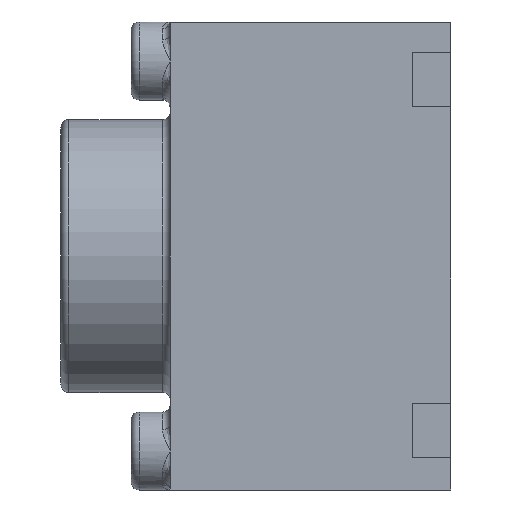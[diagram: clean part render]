
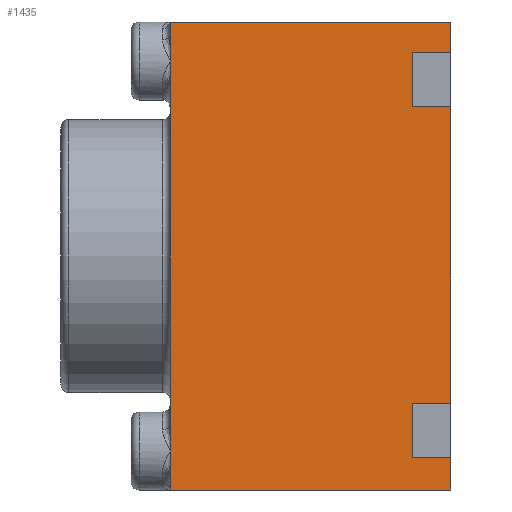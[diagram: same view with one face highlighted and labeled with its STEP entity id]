
A CAD part, left-side view. The second image highlights one B-rep face of the part: STEP entity #1435.
In plain terms, the highlighted planar face has unit normal (-1, 0, 0).
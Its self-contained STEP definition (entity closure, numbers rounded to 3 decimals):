
#7 = CARTESIAN_POINT ( 'NONE',  ( -3., 3.6, -2.832 ) ) ;
#21 = VECTOR ( 'NONE', #180, 1000. ) ;
#24 = CARTESIAN_POINT ( 'NONE',  ( -3., 0.5, -1.887 ) ) ;
#31 = EDGE_CURVE ( 'NONE', #2168, #2024, #2798, .T. ) ;
#47 = EDGE_CURVE ( 'NONE', #1550, #1114, #2161, .T. ) ;
#67 = EDGE_CURVE ( 'NONE', #396, #1104, #1187, .T. ) ;
#111 = LINE ( 'NONE', #1758, #2191 ) ;
#180 = DIRECTION ( 'NONE',  ( 0., 0., -1. ) ) ;
#269 = CARTESIAN_POINT ( 'NONE',  ( -3., 0.5, -2.587 ) ) ;
#282 = VERTEX_POINT ( 'NONE', #784 ) ;
#348 = CARTESIAN_POINT ( 'NONE',  ( -3., 0.5, 2.613 ) ) ;
#373 = VECTOR ( 'NONE', #2626, 1000. ) ;
#396 = VERTEX_POINT ( 'NONE', #1627 ) ;
#426 = ORIENTED_EDGE ( 'NONE', *, *, #642, .F. ) ;
#444 = VECTOR ( 'NONE', #1447, 1000. ) ;
#449 = EDGE_CURVE ( 'NONE', #1721, #2168, #2556, .T. ) ;
#454 = VERTEX_POINT ( 'NONE', #850 ) ;
#492 = ORIENTED_EDGE ( 'NONE', *, *, #449, .F. ) ;
#495 = CARTESIAN_POINT ( 'NONE',  ( -3., 0.5, -1.887 ) ) ;
#501 = EDGE_CURVE ( 'NONE', #1150, #1550, #2570, .T. ) ;
#505 = LINE ( 'NONE', #269, #2064 ) ;
#551 = LINE ( 'NONE', #24, #1463 ) ;
#553 = CARTESIAN_POINT ( 'NONE',  ( -3., 3.6, 2.5 ) ) ;
#571 = ORIENTED_EDGE ( 'NONE', *, *, #738, .T. ) ;
#572 = DIRECTION ( 'NONE',  ( 0., 0., 1. ) ) ;
#624 = VECTOR ( 'NONE', #2375, 1000. ) ;
#634 = AXIS2_PLACEMENT_3D ( 'NONE', #3134, #2153, #2636 ) ;
#642 = EDGE_CURVE ( 'NONE', #761, #1226, #505, .T. ) ;
#655 = EDGE_CURVE ( 'NONE', #1965, #761, #551, .T. ) ;
#658 = ORIENTED_EDGE ( 'NONE', *, *, #67, .T. ) ;
#660 = CARTESIAN_POINT ( 'NONE',  ( -3., 3.6, 3. ) ) ;
#663 = ORIENTED_EDGE ( 'NONE', *, *, #1225, .T. ) ;
#710 = CARTESIAN_POINT ( 'NONE',  ( -3., 0., -3. ) ) ;
#738 = EDGE_CURVE ( 'NONE', #2892, #396, #1580, .T. ) ;
#761 = VERTEX_POINT ( 'NONE', #907 ) ;
#784 = CARTESIAN_POINT ( 'NONE',  ( -3., 0., -3. ) ) ;
#808 = CARTESIAN_POINT ( 'NONE',  ( -3., 0., -3. ) ) ;
#810 = CARTESIAN_POINT ( 'NONE',  ( -3., 3.6, -2.168 ) ) ;
#822 = DIRECTION ( 'NONE',  ( 0., 0., 1. ) ) ;
#826 = ORIENTED_EDGE ( 'NONE', *, *, #1669, .F. ) ;
#850 = CARTESIAN_POINT ( 'NONE',  ( -3., 0., 1.913 ) ) ;
#867 = DIRECTION ( 'NONE',  ( 0., -1., 0. ) ) ;
#907 = CARTESIAN_POINT ( 'NONE',  ( -3., 0.5, -2.587 ) ) ;
#935 = DIRECTION ( 'NONE',  ( 0., 0., 1. ) ) ;
#959 = ORIENTED_EDGE ( 'NONE', *, *, #2500, .F. ) ;
#974 = DIRECTION ( 'NONE',  ( 0., -1., 0. ) ) ;
#978 = ORIENTED_EDGE ( 'NONE', *, *, #2847, .F. ) ;
#1031 = DIRECTION ( 'NONE',  ( 0., 0., -1. ) ) ;
#1099 = VECTOR ( 'NONE', #2966, 1000. ) ;
#1104 = VERTEX_POINT ( 'NONE', #1280 ) ;
#1105 = CARTESIAN_POINT ( 'NONE',  ( -3., 0.5, 2.613 ) ) ;
#1113 = CARTESIAN_POINT ( 'NONE',  ( -3., 3.6, -3. ) ) ;
#1114 = VERTEX_POINT ( 'NONE', #2219 ) ;
#1124 = EDGE_CURVE ( 'NONE', #1150, #282, #1523, .T. ) ;
#1131 = CARTESIAN_POINT ( 'NONE',  ( -3., 3.6, -3. ) ) ;
#1144 = VECTOR ( 'NONE', #2654, 1000. ) ;
#1150 = VERTEX_POINT ( 'NONE', #2980 ) ;
#1187 = LINE ( 'NONE', #710, #624 ) ;
#1213 = LINE ( 'NONE', #1439, #2078 ) ;
#1225 = EDGE_CURVE ( 'NONE', #1965, #1716, #2436, .T. ) ;
#1226 = VERTEX_POINT ( 'NONE', #1954 ) ;
#1280 = CARTESIAN_POINT ( 'NONE',  ( -3., 0., 3. ) ) ;
#1301 = EDGE_CURVE ( 'NONE', #282, #1226, #1615, .T. ) ;
#1315 = CARTESIAN_POINT ( 'NONE',  ( -3., 0., -3. ) ) ;
#1324 = EDGE_CURVE ( 'NONE', #1911, #1624, #1817, .T. ) ;
#1375 = FACE_OUTER_BOUND ( 'NONE', #2117, .T. ) ;
#1408 = DIRECTION ( 'NONE',  ( 0., -1., 0. ) ) ;
#1414 = VECTOR ( 'NONE', #2794, 1000. ) ;
#1435 = ADVANCED_FACE ( 'NONE', ( #1375 ), #2879, .F. ) ;
#1439 = CARTESIAN_POINT ( 'NONE',  ( -3., 3.6, -3. ) ) ;
#1447 = DIRECTION ( 'NONE',  ( 0., 0., 1. ) ) ;
#1463 = VECTOR ( 'NONE', #1031, 1000. ) ;
#1470 = VECTOR ( 'NONE', #867, 1000. ) ;
#1523 = LINE ( 'NONE', #2685, #1099 ) ;
#1550 = VERTEX_POINT ( 'NONE', #7 ) ;
#1580 = LINE ( 'NONE', #2052, #1761 ) ;
#1597 = LINE ( 'NONE', #2054, #1470 ) ;
#1615 = LINE ( 'NONE', #1315, #1414 ) ;
#1624 = VERTEX_POINT ( 'NONE', #2216 ) ;
#1627 = CARTESIAN_POINT ( 'NONE',  ( -3., 0., 2.613 ) ) ;
#1666 = ORIENTED_EDGE ( 'NONE', *, *, #1324, .F. ) ;
#1669 = EDGE_CURVE ( 'NONE', #2024, #1104, #1597, .T. ) ;
#1686 = CARTESIAN_POINT ( 'NONE',  ( -3., 3.6, 2.832 ) ) ;
#1716 = VERTEX_POINT ( 'NONE', #2744 ) ;
#1721 = VERTEX_POINT ( 'NONE', #553 ) ;
#1751 = ORIENTED_EDGE ( 'NONE', *, *, #2894, .T. ) ;
#1758 = CARTESIAN_POINT ( 'NONE',  ( -3., 0.5, 1.913 ) ) ;
#1761 = VECTOR ( 'NONE', #1408, 1000. ) ;
#1776 = DIRECTION ( 'NONE',  ( 0., -1., 0. ) ) ;
#1810 = VECTOR ( 'NONE', #2099, 1000. ) ;
#1817 = LINE ( 'NONE', #2299, #2718 ) ;
#1911 = VERTEX_POINT ( 'NONE', #810 ) ;
#1918 = VECTOR ( 'NONE', #974, 1000. ) ;
#1954 = CARTESIAN_POINT ( 'NONE',  ( -3., 0., -2.587 ) ) ;
#1965 = VERTEX_POINT ( 'NONE', #2107 ) ;
#2007 = EDGE_CURVE ( 'NONE', #2892, #2553, #2127, .T. ) ;
#2024 = VERTEX_POINT ( 'NONE', #660 ) ;
#2052 = CARTESIAN_POINT ( 'NONE',  ( -3., 0.5, 2.613 ) ) ;
#2054 = CARTESIAN_POINT ( 'NONE',  ( -3., 3.6, 3. ) ) ;
#2064 = VECTOR ( 'NONE', #2231, 1000. ) ;
#2069 = DIRECTION ( 'NONE',  ( 0., 0., 1. ) ) ;
#2078 = VECTOR ( 'NONE', #935, 1000. ) ;
#2086 = ORIENTED_EDGE ( 'NONE', *, *, #47, .F. ) ;
#2098 = CARTESIAN_POINT ( 'NONE',  ( -3., 0.5, 1.913 ) ) ;
#2099 = DIRECTION ( 'NONE',  ( 0., 0., 1. ) ) ;
#2107 = CARTESIAN_POINT ( 'NONE',  ( -3., 0.5, -1.887 ) ) ;
#2117 = EDGE_LOOP ( 'NONE', ( #426, #2222, #663, #1751, #978, #3006, #571, #658, #826, #3112, #492, #959, #1666, #2185, #2086, #3041, #2491, #2936 ) ) ;
#2127 = LINE ( 'NONE', #1105, #21 ) ;
#2153 = DIRECTION ( 'NONE',  ( 1., 0., 0. ) ) ;
#2161 = LINE ( 'NONE', #2393, #1144 ) ;
#2166 = CARTESIAN_POINT ( 'NONE',  ( -3., 3.6, -3. ) ) ;
#2168 = VERTEX_POINT ( 'NONE', #1686 ) ;
#2185 = ORIENTED_EDGE ( 'NONE', *, *, #2288, .F. ) ;
#2191 = VECTOR ( 'NONE', #1776, 1000. ) ;
#2216 = CARTESIAN_POINT ( 'NONE',  ( -3., 3.6, 2.168 ) ) ;
#2219 = CARTESIAN_POINT ( 'NONE',  ( -3., 3.6, -2.5 ) ) ;
#2222 = ORIENTED_EDGE ( 'NONE', *, *, #655, .F. ) ;
#2231 = DIRECTION ( 'NONE',  ( 0., -1., 0. ) ) ;
#2287 = VECTOR ( 'NONE', #822, 1000. ) ;
#2288 = EDGE_CURVE ( 'NONE', #1114, #1911, #1213, .T. ) ;
#2299 = CARTESIAN_POINT ( 'NONE',  ( -3., 3.6, -3. ) ) ;
#2375 = DIRECTION ( 'NONE',  ( 0., 0., 1. ) ) ;
#2393 = CARTESIAN_POINT ( 'NONE',  ( -3., 3.6, -3. ) ) ;
#2436 = LINE ( 'NONE', #495, #1918 ) ;
#2491 = ORIENTED_EDGE ( 'NONE', *, *, #1124, .T. ) ;
#2500 = EDGE_CURVE ( 'NONE', #1624, #1721, #2600, .T. ) ;
#2553 = VERTEX_POINT ( 'NONE', #2098 ) ;
#2556 = LINE ( 'NONE', #1113, #2767 ) ;
#2570 = LINE ( 'NONE', #1131, #1810 ) ;
#2600 = LINE ( 'NONE', #2166, #444 ) ;
#2626 = DIRECTION ( 'NONE',  ( 0., 0., 1. ) ) ;
#2636 = DIRECTION ( 'NONE',  ( 0., 0., -1. ) ) ;
#2654 = DIRECTION ( 'NONE',  ( 0., 0., 1. ) ) ;
#2685 = CARTESIAN_POINT ( 'NONE',  ( -3., 3.6, -3. ) ) ;
#2718 = VECTOR ( 'NONE', #572, 1000. ) ;
#2744 = CARTESIAN_POINT ( 'NONE',  ( -3., 0., -1.887 ) ) ;
#2767 = VECTOR ( 'NONE', #2069, 1000. ) ;
#2794 = DIRECTION ( 'NONE',  ( 0., 0., 1. ) ) ;
#2798 = LINE ( 'NONE', #3159, #373 ) ;
#2847 = EDGE_CURVE ( 'NONE', #2553, #454, #111, .T. ) ;
#2879 = PLANE ( 'NONE',  #634 ) ;
#2892 = VERTEX_POINT ( 'NONE', #348 ) ;
#2894 = EDGE_CURVE ( 'NONE', #1716, #454, #3019, .T. ) ;
#2936 = ORIENTED_EDGE ( 'NONE', *, *, #1301, .T. ) ;
#2966 = DIRECTION ( 'NONE',  ( 0., -1., 0. ) ) ;
#2980 = CARTESIAN_POINT ( 'NONE',  ( -3., 3.6, -3. ) ) ;
#3006 = ORIENTED_EDGE ( 'NONE', *, *, #2007, .F. ) ;
#3019 = LINE ( 'NONE', #808, #2287 ) ;
#3041 = ORIENTED_EDGE ( 'NONE', *, *, #501, .F. ) ;
#3112 = ORIENTED_EDGE ( 'NONE', *, *, #31, .F. ) ;
#3134 = CARTESIAN_POINT ( 'NONE',  ( -3., 3.6, -3. ) ) ;
#3159 = CARTESIAN_POINT ( 'NONE',  ( -3., 3.6, -3. ) ) ;
